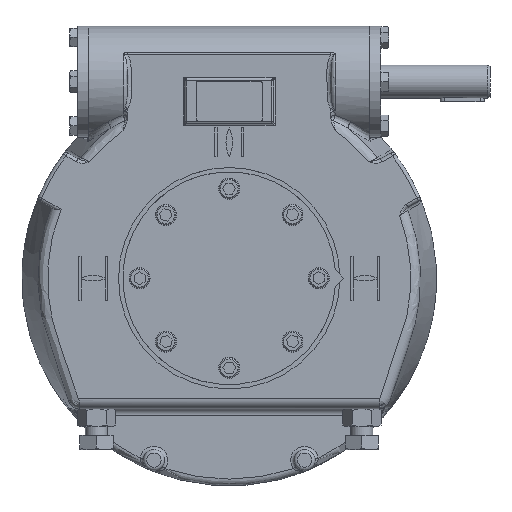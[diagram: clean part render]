
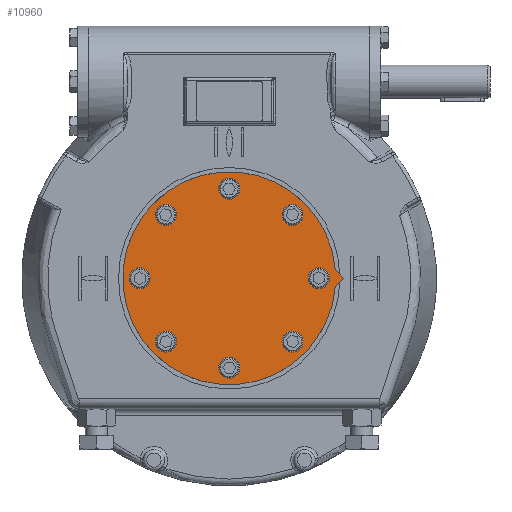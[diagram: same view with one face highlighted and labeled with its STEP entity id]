
A CAD part, top view. The second image highlights one B-rep face of the part: STEP entity #10960.
In plain terms, the highlighted planar face has unit normal (0, 0, 1).
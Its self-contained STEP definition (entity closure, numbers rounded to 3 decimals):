
#1084=CIRCLE('',#14205,96.25);
#1093=CIRCLE('',#14218,6.5);
#1094=CIRCLE('',#14219,6.5);
#1095=CIRCLE('',#14220,6.5);
#1096=CIRCLE('',#14221,6.5);
#1097=CIRCLE('',#14222,6.5);
#1098=CIRCLE('',#14223,6.5);
#1099=CIRCLE('',#14224,6.5);
#1100=CIRCLE('',#14225,6.5);
#3093=ORIENTED_EDGE('',*,*,#5378,.F.);
#3094=ORIENTED_EDGE('',*,*,#5379,.F.);
#3095=ORIENTED_EDGE('',*,*,#5380,.F.);
#3096=ORIENTED_EDGE('',*,*,#5381,.F.);
#3097=ORIENTED_EDGE('',*,*,#5382,.F.);
#3098=ORIENTED_EDGE('',*,*,#5383,.F.);
#3099=ORIENTED_EDGE('',*,*,#5384,.F.);
#3100=ORIENTED_EDGE('',*,*,#5385,.F.);
#3101=ORIENTED_EDGE('',*,*,#5363,.T.);
#3102=ORIENTED_EDGE('',*,*,#5367,.T.);
#3103=ORIENTED_EDGE('',*,*,#5369,.T.);
#5363=EDGE_CURVE('',#6805,#6804,#1084,.T.);
#5367=EDGE_CURVE('',#6804,#6807,#7626,.T.);
#5369=EDGE_CURVE('',#6807,#6805,#7628,.T.);
#5378=EDGE_CURVE('',#6816,#6816,#1093,.T.);
#5379=EDGE_CURVE('',#6817,#6817,#1094,.T.);
#5380=EDGE_CURVE('',#6818,#6818,#1095,.T.);
#5381=EDGE_CURVE('',#6819,#6819,#1096,.T.);
#5382=EDGE_CURVE('',#6820,#6820,#1097,.T.);
#5383=EDGE_CURVE('',#6821,#6821,#1098,.T.);
#5384=EDGE_CURVE('',#6822,#6822,#1099,.T.);
#5385=EDGE_CURVE('',#6823,#6823,#1100,.T.);
#6804=VERTEX_POINT('',#26912);
#6805=VERTEX_POINT('',#26914);
#6807=VERTEX_POINT('',#26920);
#6816=VERTEX_POINT('',#26944);
#6817=VERTEX_POINT('',#26946);
#6818=VERTEX_POINT('',#26948);
#6819=VERTEX_POINT('',#26950);
#6820=VERTEX_POINT('',#26952);
#6821=VERTEX_POINT('',#26954);
#6822=VERTEX_POINT('',#26956);
#6823=VERTEX_POINT('',#26958);
#7626=LINE('',#26921,#8242);
#7628=LINE('',#26924,#8244);
#8242=VECTOR('',#16158,1000.);
#8244=VECTOR('',#16162,1000.);
#9021=EDGE_LOOP('',(#3093));
#9022=EDGE_LOOP('',(#3094));
#9023=EDGE_LOOP('',(#3095));
#9024=EDGE_LOOP('',(#3096));
#9025=EDGE_LOOP('',(#3097));
#9026=EDGE_LOOP('',(#3098));
#9027=EDGE_LOOP('',(#3099));
#9028=EDGE_LOOP('',(#3100));
#9029=EDGE_LOOP('',(#3101,#3102,#3103));
#9910=FACE_BOUND('',#9021,.T.);
#9911=FACE_BOUND('',#9022,.T.);
#9912=FACE_BOUND('',#9023,.T.);
#9913=FACE_BOUND('',#9024,.T.);
#9914=FACE_BOUND('',#9025,.T.);
#9915=FACE_BOUND('',#9026,.T.);
#9916=FACE_BOUND('',#9027,.T.);
#9917=FACE_BOUND('',#9028,.T.);
#9918=FACE_BOUND('',#9029,.T.);
#10437=PLANE('',#14217);
#10960=ADVANCED_FACE('',(#9910,#9911,#9912,#9913,#9914,#9915,#9916,#9917,
#9918),#10437,.T.);
#14205=AXIS2_PLACEMENT_3D('',#26913,#16151,#16152);
#14217=AXIS2_PLACEMENT_3D('',#26942,#16181,#16182);
#14218=AXIS2_PLACEMENT_3D('',#26943,#16183,#16184);
#14219=AXIS2_PLACEMENT_3D('',#26945,#16185,#16186);
#14220=AXIS2_PLACEMENT_3D('',#26947,#16187,#16188);
#14221=AXIS2_PLACEMENT_3D('',#26949,#16189,#16190);
#14222=AXIS2_PLACEMENT_3D('',#26951,#16191,#16192);
#14223=AXIS2_PLACEMENT_3D('',#26953,#16193,#16194);
#14224=AXIS2_PLACEMENT_3D('',#26955,#16195,#16196);
#14225=AXIS2_PLACEMENT_3D('',#26957,#16197,#16198);
#16151=DIRECTION('',(0.,0.,1.));
#16152=DIRECTION('',(1.,0.,0.));
#16158=DIRECTION('',(0.707,0.707,0.));
#16162=DIRECTION('',(-0.707,0.707,0.));
#16181=DIRECTION('',(0.,0.,1.));
#16182=DIRECTION('',(1.,0.,0.));
#16183=DIRECTION('',(0.,0.,1.));
#16184=DIRECTION('',(0.707,0.707,0.));
#16185=DIRECTION('',(0.,0.,1.));
#16186=DIRECTION('',(0.,1.,0.));
#16187=DIRECTION('',(0.,0.,1.));
#16188=DIRECTION('',(-0.707,0.707,0.));
#16189=DIRECTION('',(0.,0.,1.));
#16190=DIRECTION('',(-1.,0.,0.));
#16191=DIRECTION('',(0.,0.,1.));
#16192=DIRECTION('',(-0.707,-0.707,0.));
#16193=DIRECTION('',(0.,0.,1.));
#16194=DIRECTION('',(0.,-1.,0.));
#16195=DIRECTION('',(0.,0.,1.));
#16196=DIRECTION('',(0.707,-0.707,0.));
#16197=DIRECTION('',(0.,0.,1.));
#16198=DIRECTION('',(1.,0.,0.));
#26912=CARTESIAN_POINT('',(95.932,-7.818,54.15));
#26913=CARTESIAN_POINT('',(0.,0.,54.15));
#26914=CARTESIAN_POINT('',(95.932,7.818,54.15));
#26920=CARTESIAN_POINT('',(103.75,0.,54.15));
#26921=CARTESIAN_POINT('',(95.932,-7.818,54.15));
#26924=CARTESIAN_POINT('',(103.75,0.,54.15));
#26942=CARTESIAN_POINT('',(0.,0.,54.15));
#26943=CARTESIAN_POINT('',(-57.276,57.276,54.15));
#26944=CARTESIAN_POINT('',(-52.679,61.872,54.15));
#26945=CARTESIAN_POINT('',(-81.,0.,54.15));
#26946=CARTESIAN_POINT('',(-81.,6.5,54.15));
#26947=CARTESIAN_POINT('',(-57.276,-57.276,54.15));
#26948=CARTESIAN_POINT('',(-61.872,-52.679,54.15));
#26949=CARTESIAN_POINT('',(0.,-81.,54.15));
#26950=CARTESIAN_POINT('',(-6.5,-81.,54.15));
#26951=CARTESIAN_POINT('',(57.276,-57.276,54.15));
#26952=CARTESIAN_POINT('',(52.679,-61.872,54.15));
#26953=CARTESIAN_POINT('',(81.,0.,54.15));
#26954=CARTESIAN_POINT('',(81.,-6.5,54.15));
#26955=CARTESIAN_POINT('',(57.276,57.276,54.15));
#26956=CARTESIAN_POINT('',(61.872,52.679,54.15));
#26957=CARTESIAN_POINT('',(0.,81.,54.15));
#26958=CARTESIAN_POINT('',(6.5,81.,54.15));
